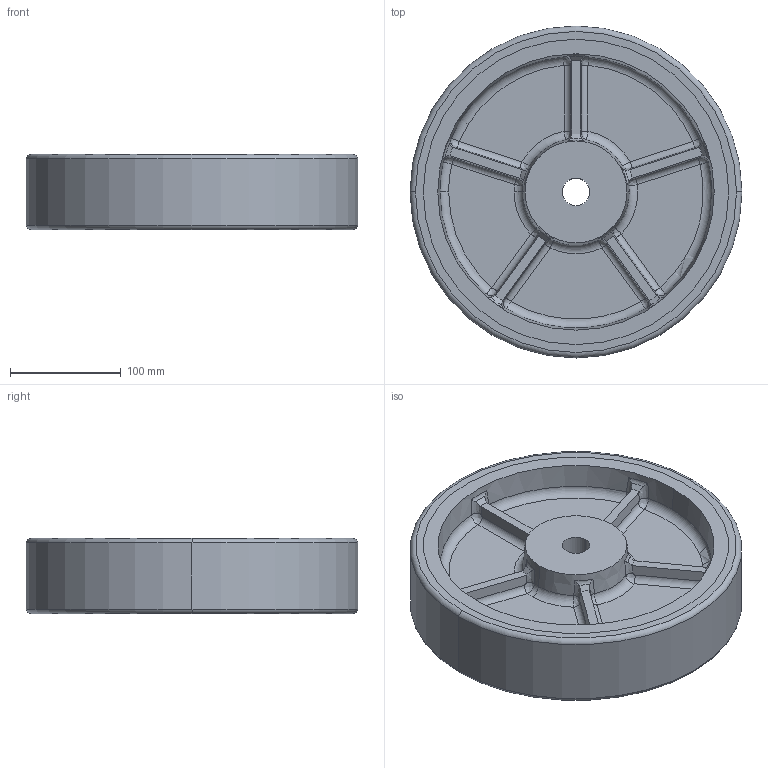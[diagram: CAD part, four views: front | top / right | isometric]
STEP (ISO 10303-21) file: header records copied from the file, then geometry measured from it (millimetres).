
FILE_DESCRIPTION (( 'STEP AP214' ), '1' );
FILE_NAME ('0012017.step', '2023-07-06T10:53:58', ( '' ), ( '' ), 'SwSTEP 2.0', 'SolidWorks 2020', '' );
FILE_SCHEMA (( 'AUTOMOTIVE_DESIGN' ));
Length unit declared in the file: millimetre
Products named in the file (1): 0012017
Bounding box: 300 x 300 x 68 mm (x, y, z)
Volume: 2529175.7 mm3; surface area: 388690.3 mm2
Topology: 2 solids, 2 shells, 230 faces, 584 edges, 360 vertices
Faces by surface type: bspline 80, torus 48, plane 46, cylinder 28, cone 28
Entity records: 14281 total; most frequent: CARTESIAN_POINT 6907, ORIENTED_EDGE 1168, DIRECTION 834, EDGE_CURVE 584, AXIS2_PLACEMENT_3D 379, VERTEX_POINT 360, B_SPLINE_CURVE_WITH_KNOTS 280, EDGE_LOOP 236
